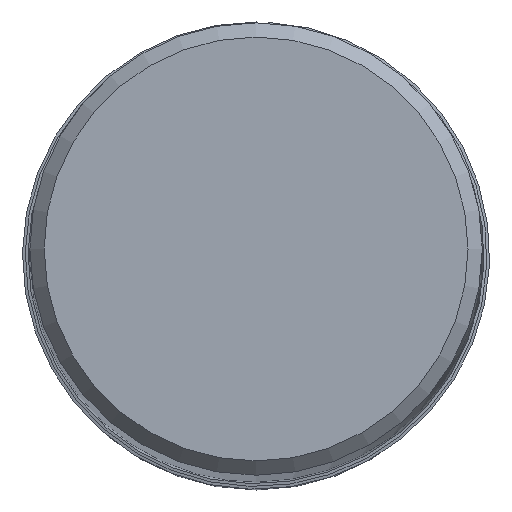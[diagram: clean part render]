
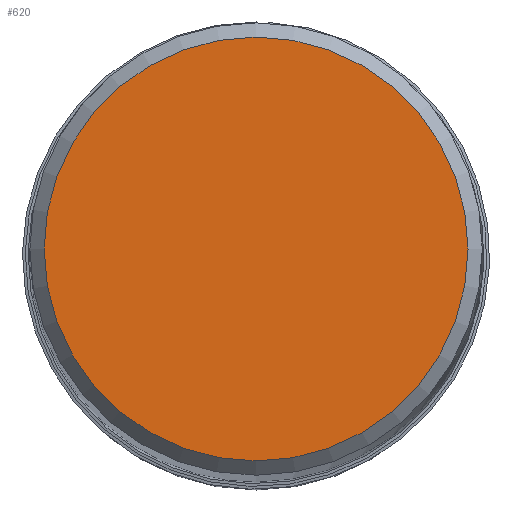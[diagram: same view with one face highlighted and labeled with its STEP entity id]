
A CAD part, top view. The second image highlights one B-rep face of the part: STEP entity #620.
In plain terms, the highlighted planar face has unit normal (0, 0, 1).
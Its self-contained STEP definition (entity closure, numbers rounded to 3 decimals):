
#620=ADVANCED_FACE('',(#826),#761,.F.);
#761=PLANE('',#2395);
#826=FACE_OUTER_BOUND('',#941,.T.);
#941=EDGE_LOOP('',(#1107));
#1107=ORIENTED_EDGE('',*,*,#1974,.F.);
#1759=VERTEX_POINT('',#3332);
#1974=EDGE_CURVE('',#1759,#1759,#2300,.T.);
#2300=CIRCLE('',#2394,7.438);
#2394=AXIS2_PLACEMENT_3D('',#3331,#2659,#2660);
#2395=AXIS2_PLACEMENT_3D('',#3333,#2661,#2662);
#2659=DIRECTION('',(0.,0.,-1.));
#2660=DIRECTION('',(0.,-1.,0.));
#2661=DIRECTION('',(0.,0.,-1.));
#2662=DIRECTION('',(0.,-1.,0.));
#3331=CARTESIAN_POINT('',(0.,0.,0.));
#3332=CARTESIAN_POINT('',(0.,-7.438,0.));
#3333=CARTESIAN_POINT('',(0.,3.3,0.));
